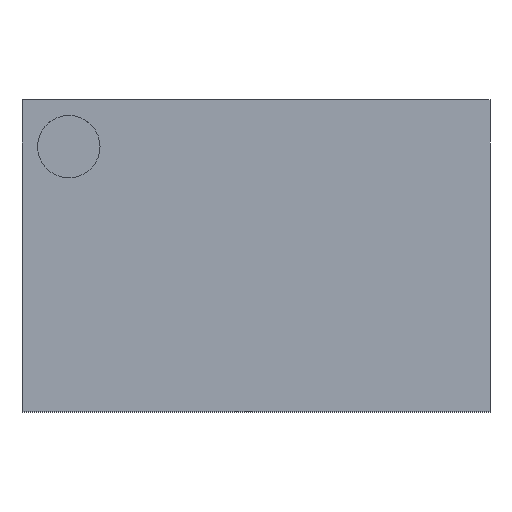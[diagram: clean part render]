
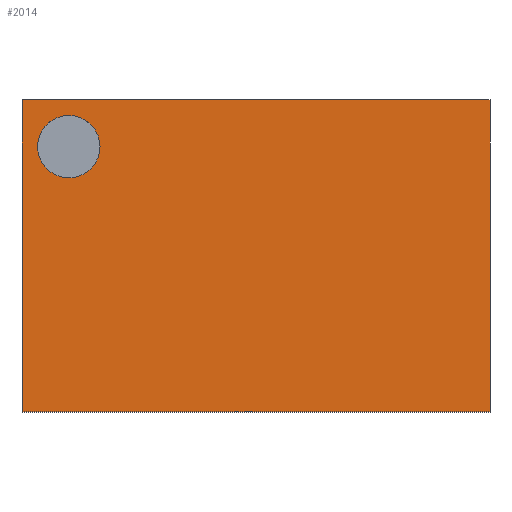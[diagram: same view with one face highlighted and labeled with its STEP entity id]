
A CAD part, top view. The second image highlights one B-rep face of the part: STEP entity #2014.
In plain terms, the highlighted planar face has unit normal (0, 0, 1).
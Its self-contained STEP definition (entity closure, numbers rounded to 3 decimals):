
#673=CARTESIAN_POINT('',(-1.,0.7,1.02));
#674=VERTEX_POINT('',#673);
#690=CARTESIAN_POINT('',(-1.4,0.7,1.02));
#691=VERTEX_POINT('',#690);
#698=CARTESIAN_POINT('',(-1.2,0.7,1.02));
#699=DIRECTION('',(0.0,0.0,-1.0));
#700=DIRECTION('',(1.0,0.0,0.0));
#701=AXIS2_PLACEMENT_3D('',#698,#699,#700);
#702=CIRCLE('',#701,0.2);
#703=EDGE_CURVE('',#674,#691,#702,.T.);
#735=CARTESIAN_POINT('',(-1.2,0.7,1.02));
#736=DIRECTION('',(0.0,0.0,-1.0));
#737=DIRECTION('',(1.0,0.0,0.0));
#738=AXIS2_PLACEMENT_3D('',#735,#736,#737);
#739=CIRCLE('',#738,0.2);
#740=EDGE_CURVE('',#691,#674,#739,.T.);
#1776=CARTESIAN_POINT('',(-1.5,-1.,1.02));
#1777=VERTEX_POINT('',#1776);
#1784=CARTESIAN_POINT('',(-1.5,1.,1.02));
#1785=VERTEX_POINT('',#1784);
#1786=CARTESIAN_POINT('',(-1.5,-1.,1.02));
#1787=DIRECTION('',(0.0,1.0,0.0));
#1788=VECTOR('',#1787,2.0);
#1789=LINE('',#1786,#1788);
#1790=EDGE_CURVE('',#1777,#1785,#1789,.T.);
#1923=CARTESIAN_POINT('',(1.5,1.,1.02));
#1924=VERTEX_POINT('',#1923);
#1925=CARTESIAN_POINT('',(-1.5,1.,1.02));
#1926=DIRECTION('',(1.0,0.0,0.0));
#1927=VECTOR('',#1926,3.);
#1928=LINE('',#1925,#1927);
#1929=EDGE_CURVE('',#1785,#1924,#1928,.T.);
#1954=CARTESIAN_POINT('',(1.5,-1.,1.02));
#1955=VERTEX_POINT('',#1954);
#1956=CARTESIAN_POINT('',(1.5,1.,1.02));
#1957=DIRECTION('',(0.0,-1.0,0.0));
#1958=VECTOR('',#1957,2.);
#1959=LINE('',#1956,#1958);
#1960=EDGE_CURVE('',#1924,#1955,#1959,.T.);
#1987=CARTESIAN_POINT('',(1.5,-1.,1.02));
#1988=DIRECTION('',(-1.0,0.0,0.0));
#1989=VECTOR('',#1988,3.);
#1990=LINE('',#1987,#1989);
#1991=EDGE_CURVE('',#1955,#1777,#1990,.T.);
#1999=CARTESIAN_POINT('',(0.,0.,1.02));
#2000=DIRECTION('',(0.0,0.0,1.0));
#2001=DIRECTION('',(1.0,0.0,0.0));
#2002=AXIS2_PLACEMENT_3D('',#1999,#2000,#2001);
#2003=PLANE('',#2002);
#2004=ORIENTED_EDGE('',*,*,#1929,.F.);
#2005=ORIENTED_EDGE('',*,*,#1790,.F.);
#2006=ORIENTED_EDGE('',*,*,#1991,.F.);
#2007=ORIENTED_EDGE('',*,*,#1960,.F.);
#2008=EDGE_LOOP('',(#2004,#2005,#2006,#2007));
#2009=FACE_OUTER_BOUND('',#2008,.T.);
#2010=ORIENTED_EDGE('',*,*,#703,.T.);
#2011=ORIENTED_EDGE('',*,*,#740,.T.);
#2012=EDGE_LOOP('',(#2010,#2011));
#2013=FACE_BOUND('',#2012,.T.);
#2014=ADVANCED_FACE('',(#2009,#2013),#2003,.T.);
